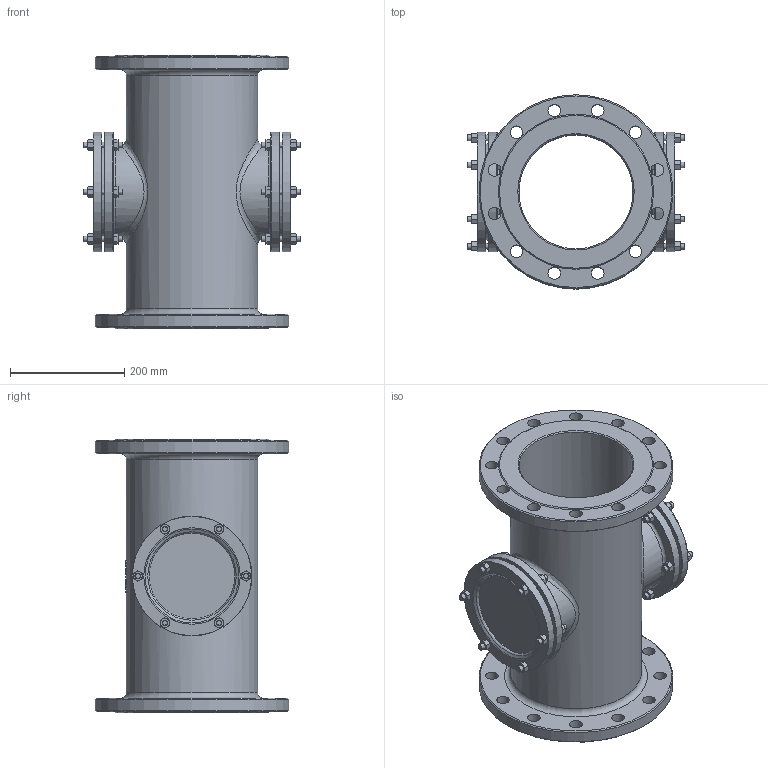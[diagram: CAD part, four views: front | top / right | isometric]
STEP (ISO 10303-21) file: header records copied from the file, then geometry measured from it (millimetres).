
FILE_DESCRIPTION(/* description */ (''),/* implementation_level */ '2;1');
FILE_NAME(/* name */ 'DN200_3D_STEP.stp',/* time_stamp */ '2024-04-25T16:49:11+03:00',/* author */ ('igorr'),/* organization */ (''),/* preprocessor_version */ 'ST-DEVELOPER v19.2',/* originating_system */ 'Autodesk Inventor 2023',/* authorisation */ '');
FILE_SCHEMA (('AUTOMOTIVE_DESIGN { 1 0 10303 214 3 1 1 }'));
Length unit declared in the file: millimetre
Products named in the file (4): Сборка; Деталь; Стекло; ANSI B18.2.4.2M - M10x1,5
Assembly tree (27 placements, depth 2):
  Сборка
    Деталь
    Стекло  x2
    ANSI B18.2.4.2M - M10x1,5  x24
Bounding box: 382 x 340 x 480 mm (x, y, z)
Volume: 8422416 mm3; surface area: 1204130.4 mm2
Topology: 27 solids, 27 shells, 791 faces, 1765 edges, 1069 vertices
Faces by surface type: cone 370, plane 271, cylinder 107, bspline 27, torus 16
Full cylindrical faces by diameter (mm): 8.376 x24, 10 x36, 22 x24, 150 x2, 160 x2, 165 x2, 170 x2, 200 x1, 210 x4, 230 x1, 340 x2
Entity records: 9818 total; most frequent: CARTESIAN_POINT 3082, DIRECTION 1368, ORIENTED_EDGE 1224, EDGE_CURVE 612, AXIS2_PLACEMENT_3D 576, VERTEX_POINT 400, EDGE_LOOP 380, CIRCLE 304
